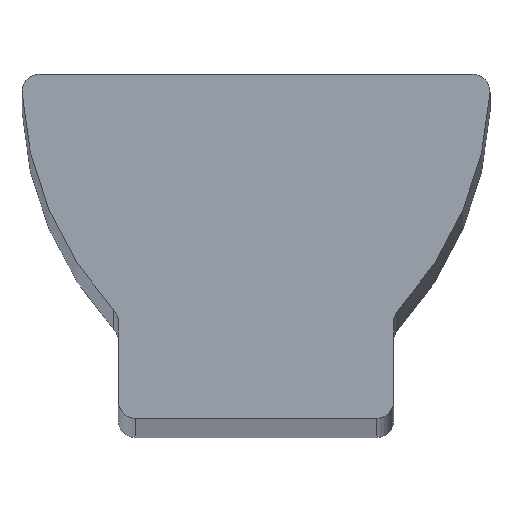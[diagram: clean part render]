
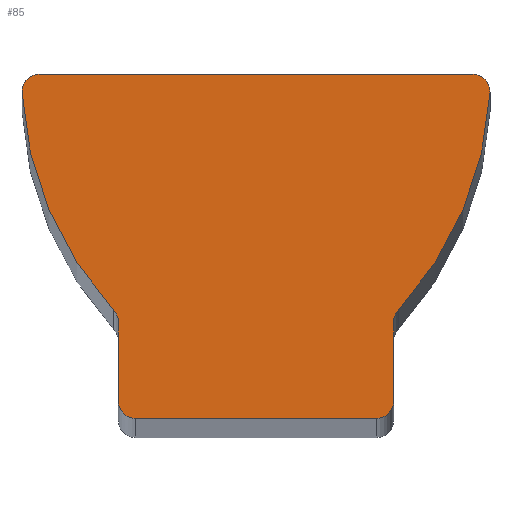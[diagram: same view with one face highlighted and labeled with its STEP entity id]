
A CAD part, top view. The second image highlights one B-rep face of the part: STEP entity #85.
In plain terms, the highlighted planar face has unit normal (0, 0, 1).
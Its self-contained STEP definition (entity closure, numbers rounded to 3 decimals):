
#4 = EDGE_CURVE ( 'NONE', #8, #107, #293, .T. ) ;
#8 = VERTEX_POINT ( 'NONE', #260 ) ;
#16 = EDGE_CURVE ( 'NONE', #113, #188, #310, .T. ) ;
#26 = VERTEX_POINT ( 'NONE', #305 ) ;
#27 = EDGE_CURVE ( 'NONE', #176, #26, #229, .T. ) ;
#39 = VERTEX_POINT ( 'NONE', #244 ) ;
#44 = VERTEX_POINT ( 'NONE', #259 ) ;
#45 = EDGE_CURVE ( 'NONE', #130, #8, #249, .T. ) ;
#48 = ORIENTED_EDGE ( 'NONE', *, *, #4, .T. ) ;
#60 = EDGE_CURVE ( 'NONE', #121, #64, #206, .T. ) ;
#64 = VERTEX_POINT ( 'NONE', #236 ) ;
#73 = EDGE_CURVE ( 'NONE', #39, #130, #377, .T. ) ;
#79 = VERTEX_POINT ( 'NONE', #413 ) ;
#84 = EDGE_CURVE ( 'NONE', #93, #79, #508, .T. ) ;
#85 = ADVANCED_FACE ( 'NONE', ( #337 ), #489, .F. ) ;
#86 = EDGE_CURVE ( 'NONE', #64, #93, #421, .T. ) ;
#89 = EDGE_LOOP ( 'NONE', ( #48, #146, #118, #98, #95, #100, #97, #99, #145, #147, #149, #96, #156 ) ) ;
#93 = VERTEX_POINT ( 'NONE', #342 ) ;
#95 = ORIENTED_EDGE ( 'NONE', *, *, #27, .T. ) ;
#96 = ORIENTED_EDGE ( 'NONE', *, *, #73, .T. ) ;
#97 = ORIENTED_EDGE ( 'NONE', *, *, #60, .T. ) ;
#98 = ORIENTED_EDGE ( 'NONE', *, *, #166, .T. ) ;
#99 = ORIENTED_EDGE ( 'NONE', *, *, #86, .T. ) ;
#100 = ORIENTED_EDGE ( 'NONE', *, *, #123, .T. ) ;
#107 = VERTEX_POINT ( 'NONE', #402 ) ;
#108 = EDGE_CURVE ( 'NONE', #107, #113, #491, .T. ) ;
#110 = DIRECTION ( 'NONE',  ( 1., 0., 0. ) ) ;
#113 = VERTEX_POINT ( 'NONE', #395 ) ;
#118 = ORIENTED_EDGE ( 'NONE', *, *, #16, .T. ) ;
#121 = VERTEX_POINT ( 'NONE', #384 ) ;
#123 = EDGE_CURVE ( 'NONE', #26, #121, #394, .T. ) ;
#130 = VERTEX_POINT ( 'NONE', #488 ) ;
#133 = EDGE_CURVE ( 'NONE', #44, #39, #486, .T. ) ;
#145 = ORIENTED_EDGE ( 'NONE', *, *, #84, .T. ) ;
#146 = ORIENTED_EDGE ( 'NONE', *, *, #108, .T. ) ;
#147 = ORIENTED_EDGE ( 'NONE', *, *, #163, .T. ) ;
#149 = ORIENTED_EDGE ( 'NONE', *, *, #133, .T. ) ;
#156 = ORIENTED_EDGE ( 'NONE', *, *, #45, .T. ) ;
#163 = EDGE_CURVE ( 'NONE', #79, #44, #450, .T. ) ;
#166 = EDGE_CURVE ( 'NONE', #188, #176, #329, .T. ) ;
#176 = VERTEX_POINT ( 'NONE', #470 ) ;
#188 = VERTEX_POINT ( 'NONE', #451 ) ;
#193 = CARTESIAN_POINT ( 'NONE',  ( 5.227, 15.875, 254. ) ) ;
#195 = AXIS2_PLACEMENT_3D ( 'NONE', #193, #264, #312 ) ;
#201 = AXIS2_PLACEMENT_3D ( 'NONE', #202, #285, #283 ) ;
#202 = CARTESIAN_POINT ( 'NONE',  ( -10.013, 15.088, 254. ) ) ;
#204 = VECTOR ( 'NONE', #110, 1000. ) ;
#206 = LINE ( 'NONE', #223, #204 ) ;
#223 = CARTESIAN_POINT ( 'NONE',  ( -5.563, 0., 254. ) ) ;
#226 = DIRECTION ( 'NONE',  ( 0., -1., 0. ) ) ;
#227 = VECTOR ( 'NONE', #226, 1000. ) ;
#228 = CARTESIAN_POINT ( 'NONE',  ( -6.35, 0.787, 254. ) ) ;
#229 = LINE ( 'NONE', #228, #227 ) ;
#236 = CARTESIAN_POINT ( 'NONE',  ( 5.563, 0., 254. ) ) ;
#239 = DIRECTION ( 'NONE',  ( -1., 0., 0. ) ) ;
#240 = VECTOR ( 'NONE', #239, 1000. ) ;
#244 = CARTESIAN_POINT ( 'NONE',  ( 10.799, 15.047, 254. ) ) ;
#248 = CARTESIAN_POINT ( 'NONE',  ( -10.013, 15.875, 254. ) ) ;
#249 = LINE ( 'NONE', #248, #240 ) ;
#259 = CARTESIAN_POINT ( 'NONE',  ( 6.559, 4.985, 254. ) ) ;
#260 = CARTESIAN_POINT ( 'NONE',  ( -10.013, 15.875, 254. ) ) ;
#264 = DIRECTION ( 'NONE',  ( 0., 0., 1. ) ) ;
#283 = DIRECTION ( 'NONE',  ( -1., 0., 0. ) ) ;
#285 = DIRECTION ( 'NONE',  ( 0., 0., 1. ) ) ;
#293 = CIRCLE ( 'NONE', #201, 0.787 ) ;
#305 = CARTESIAN_POINT ( 'NONE',  ( -6.35, 0.787, 254. ) ) ;
#310 = CIRCLE ( 'NONE', #195, 16.047 ) ;
#312 = DIRECTION ( 'NONE',  ( 1., 0., 0. ) ) ;
#326 = AXIS2_PLACEMENT_3D ( 'NONE', #418, #417, #416 ) ;
#329 = CIRCLE ( 'NONE', #446, 0.787 ) ;
#336 = AXIS2_PLACEMENT_3D ( 'NONE', #414, #496, #495 ) ;
#337 = FACE_OUTER_BOUND ( 'NONE', #89, .T. ) ;
#342 = CARTESIAN_POINT ( 'NONE',  ( 6.35, 0.787, 254. ) ) ;
#343 = DIRECTION ( 'NONE',  ( 1., 0., 0. ) ) ;
#344 = DIRECTION ( 'NONE',  ( 0., 0., 1. ) ) ;
#345 = CARTESIAN_POINT ( 'NONE',  ( 5.563, 0.787, 254. ) ) ;
#346 = AXIS2_PLACEMENT_3D ( 'NONE', #345, #344, #343 ) ;
#358 = DIRECTION ( 'NONE',  ( -1., 0., 0. ) ) ;
#359 = DIRECTION ( 'NONE',  ( 0., 0., 1. ) ) ;
#370 = DIRECTION ( 'NONE',  ( 1., 0., 0. ) ) ;
#371 = DIRECTION ( 'NONE',  ( 0., 0., 1. ) ) ;
#372 = CARTESIAN_POINT ( 'NONE',  ( -5.563, 0.787, 254. ) ) ;
#373 = AXIS2_PLACEMENT_3D ( 'NONE', #372, #371, #370 ) ;
#377 = CIRCLE ( 'NONE', #336, 0.787 ) ;
#384 = CARTESIAN_POINT ( 'NONE',  ( -5.563, 0., 254. ) ) ;
#389 = DIRECTION ( 'NONE',  ( -1., 0., 0. ) ) ;
#390 = DIRECTION ( 'NONE',  ( 0., 0., 1. ) ) ;
#391 = CARTESIAN_POINT ( 'NONE',  ( -10.013, 15.088, 254. ) ) ;
#394 = CIRCLE ( 'NONE', #373, 0.787 ) ;
#395 = CARTESIAN_POINT ( 'NONE',  ( -10.799, 15.047, 254. ) ) ;
#402 = CARTESIAN_POINT ( 'NONE',  ( -10.8, 15.088, 254. ) ) ;
#413 = CARTESIAN_POINT ( 'NONE',  ( 6.35, 4.45, 254. ) ) ;
#414 = CARTESIAN_POINT ( 'NONE',  ( 10.013, 15.088, 254. ) ) ;
#416 = DIRECTION ( 'NONE',  ( -1., 0., 0. ) ) ;
#417 = DIRECTION ( 'NONE',  ( 0., 0., -1. ) ) ;
#418 = CARTESIAN_POINT ( 'NONE',  ( -10.013, 15.088, 254. ) ) ;
#421 = CIRCLE ( 'NONE', #346, 0.787 ) ;
#433 = DIRECTION ( 'NONE',  ( -1., 0., 0. ) ) ;
#434 = DIRECTION ( 'NONE',  ( 0., 0., -1. ) ) ;
#437 = CARTESIAN_POINT ( 'NONE',  ( -7.137, 4.45, 254. ) ) ;
#442 = DIRECTION ( 'NONE',  ( -1., 0., 0. ) ) ;
#443 = DIRECTION ( 'NONE',  ( 0., 0., -1. ) ) ;
#444 = CARTESIAN_POINT ( 'NONE',  ( 7.137, 4.45, 254. ) ) ;
#445 = AXIS2_PLACEMENT_3D ( 'NONE', #444, #443, #442 ) ;
#446 = AXIS2_PLACEMENT_3D ( 'NONE', #437, #434, #433 ) ;
#450 = CIRCLE ( 'NONE', #445, 0.787 ) ;
#451 = CARTESIAN_POINT ( 'NONE',  ( -6.559, 4.985, 254. ) ) ;
#470 = CARTESIAN_POINT ( 'NONE',  ( -6.35, 4.45, 254. ) ) ;
#482 = AXIS2_PLACEMENT_3D ( 'NONE', #485, #359, #358 ) ;
#485 = CARTESIAN_POINT ( 'NONE',  ( -5.227, 15.875, 254. ) ) ;
#486 = CIRCLE ( 'NONE', #482, 16.047 ) ;
#488 = CARTESIAN_POINT ( 'NONE',  ( 10.013, 15.875, 254. ) ) ;
#489 = PLANE ( 'NONE',  #326 ) ;
#491 = CIRCLE ( 'NONE', #497, 0.787 ) ;
#492 = VECTOR ( 'NONE', #503, 1000. ) ;
#494 = CARTESIAN_POINT ( 'NONE',  ( 6.35, 0.787, 254. ) ) ;
#495 = DIRECTION ( 'NONE',  ( -1., 0., 0. ) ) ;
#496 = DIRECTION ( 'NONE',  ( 0., 0., 1. ) ) ;
#497 = AXIS2_PLACEMENT_3D ( 'NONE', #391, #390, #389 ) ;
#503 = DIRECTION ( 'NONE',  ( 0., 1., 0. ) ) ;
#508 = LINE ( 'NONE', #494, #492 ) ;
